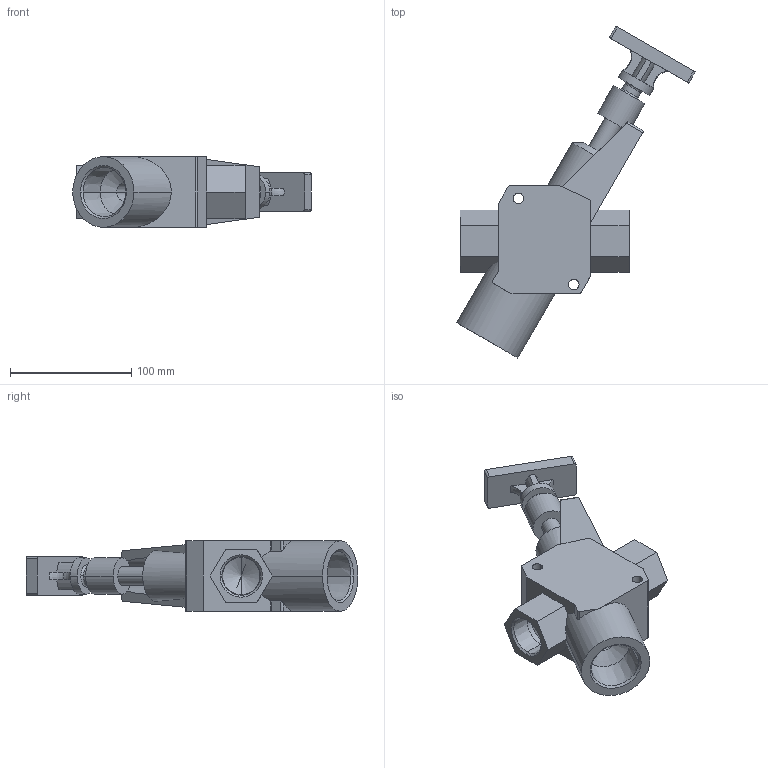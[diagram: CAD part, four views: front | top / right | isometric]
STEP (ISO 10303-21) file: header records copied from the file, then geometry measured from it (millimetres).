
FILE_DESCRIPTION (( 'STEP AP214' ), '1' );
FILE_NAME ('SLV-1N114N.step', '2017-07-18T20:10:23', ( '' ), ( '' ), 'SwSTEP 2.0', 'SolidWorks 2017', '' );
FILE_SCHEMA (( 'AUTOMOTIVE_DESIGN' ));
Length unit declared in the file: inch
Products named in the file (3): SLV-1N114N_HANDLE; SLV-1N114N_BODY; SLV-1N114N
Assembly tree (2 placements, depth 2):
  SLV-1N114N
    SLV-1N114N_BODY
    SLV-1N114N_HANDLE
Bounding box: 197.09 x 274.32 x 58.42 mm (x, y, z)
Volume: 693319 mm3; surface area: 98673.9 mm2
Topology: 2 solids, 2 shells, 122 faces, 313 edges, 197 vertices
Faces by surface type: plane 56, cylinder 38, cone 20, torus 8
Entity records: 5586 total; most frequent: CARTESIAN_POINT 1006, ORIENTED_EDGE 618, DIRECTION 587, EDGE_CURVE 309, AXIS2_PLACEMENT_3D 226, VERTEX_POINT 197, VECTOR 135, LINE 135
